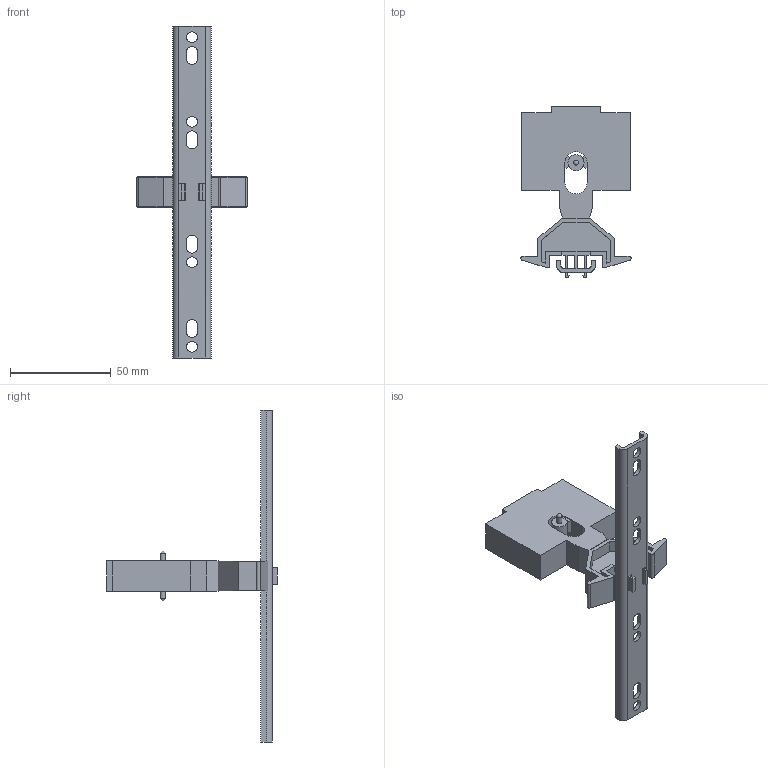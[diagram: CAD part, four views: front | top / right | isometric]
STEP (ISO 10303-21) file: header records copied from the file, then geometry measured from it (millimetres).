
FILE_DESCRIPTION (( 'STEP AP203' ), '1' );
FILE_NAME ('KKM30D-MB Ìåõàíèçì áëîêèðîâêè äëÿ ÊÌÈ(40À-95À) ÈÝÊ.STEP', '2017-10-26T13:28:23', ( '' ), ( '' ), 'SwSTEP 2.0', 'SolidWorks 2014', '' );
FILE_SCHEMA (( 'CONFIG_CONTROL_DESIGN' ));
Length unit declared in the file: millimetre
Products named in the file (1): KKM30D-MB Ìåõàíèçì áëîêèðîâêè äëÿ ÊÌÈ(40À-95À) ÈÝÊ
Bounding box: 54.8 x 84.9 x 165 mm (x, y, z)
Volume: 46277.2 mm3; surface area: 22898.5 mm2
Topology: 3 solids, 3 shells, 139 faces, 420 edges, 280 vertices
Faces by surface type: plane 112, cylinder 25, sphere 2
Full cylindrical faces by diameter (mm): 2.5 x2, 5.4 x4, 8 x1
Entity records: 4651 total; most frequent: CARTESIAN_POINT 808, ORIENTED_EDGE 796, DIRECTION 744, EDGE_CURVE 398, LINE 332, VECTOR 332, VERTEX_POINT 270, AXIS2_PLACEMENT_3D 206
